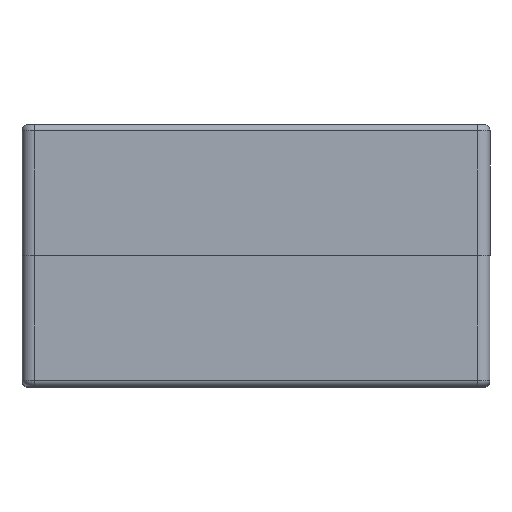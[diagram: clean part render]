
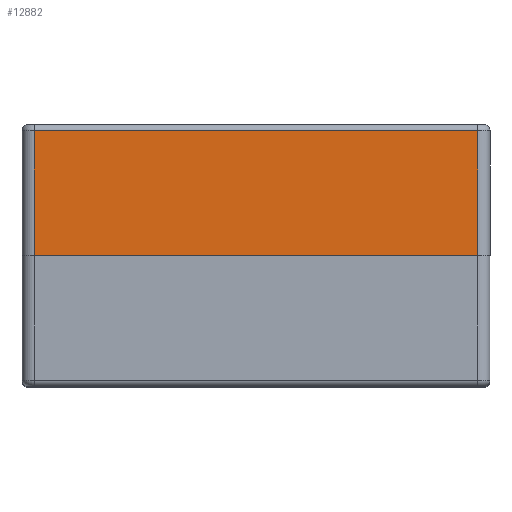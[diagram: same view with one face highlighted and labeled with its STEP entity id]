
A CAD part, top view. The second image highlights one B-rep face of the part: STEP entity #12882.
In plain terms, the highlighted planar face has unit normal (0, 0, 1).
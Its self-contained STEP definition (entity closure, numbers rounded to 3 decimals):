
#1085 = EDGE_CURVE ( 'NONE', #5861, #6768, #39878, .T. ) ;
#2389 = PLANE ( 'NONE',  #34978 ) ;
#2677 = LINE ( 'NONE', #15603, #23543 ) ;
#2991 = CARTESIAN_POINT ( 'NONE',  ( 2., 21., 0. ) ) ;
#5401 = CARTESIAN_POINT ( 'NONE',  ( 2., 1., 0. ) ) ;
#5843 = VERTEX_POINT ( 'NONE', #31547 ) ;
#5861 = VERTEX_POINT ( 'NONE', #2991 ) ;
#5874 = DIRECTION ( 'NONE',  ( 0., -1., 0. ) ) ;
#6768 = VERTEX_POINT ( 'NONE', #18780 ) ;
#7763 = DIRECTION ( 'NONE',  ( 0., -1., 0. ) ) ;
#7967 = CARTESIAN_POINT ( 'NONE',  ( 73., 21., 0. ) ) ;
#8369 = ORIENTED_EDGE ( 'NONE', *, *, #38802, .T. ) ;
#9023 = LINE ( 'NONE', #37795, #23942 ) ;
#10009 = ORIENTED_EDGE ( 'NONE', *, *, #13130, .F. ) ;
#12882 = ADVANCED_FACE ( 'NONE', ( #27814 ), #2389, .F. ) ;
#13130 = EDGE_CURVE ( 'NONE', #6768, #5843, #26939, .T. ) ;
#13917 = EDGE_LOOP ( 'NONE', ( #30500, #8369, #10009, #28912 ) ) ;
#14701 = VERTEX_POINT ( 'NONE', #5401 ) ;
#15603 = CARTESIAN_POINT ( 'NONE',  ( 0., 1., 0. ) ) ;
#17166 = DIRECTION ( 'NONE',  ( 1., 0., 0. ) ) ;
#18661 = VECTOR ( 'NONE', #17166, 1000. ) ;
#18780 = CARTESIAN_POINT ( 'NONE',  ( 73., 21., 0. ) ) ;
#21347 = DIRECTION ( 'NONE',  ( 0., 0., -1. ) ) ;
#23543 = VECTOR ( 'NONE', #40048, 1000. ) ;
#23942 = VECTOR ( 'NONE', #5874, 1000. ) ;
#24025 = CARTESIAN_POINT ( 'NONE',  ( 0., 21., 0. ) ) ;
#24275 = EDGE_CURVE ( 'NONE', #5861, #14701, #9023, .T. ) ;
#26939 = LINE ( 'NONE', #7967, #31645 ) ;
#27814 = FACE_OUTER_BOUND ( 'NONE', #13917, .T. ) ;
#28912 = ORIENTED_EDGE ( 'NONE', *, *, #1085, .F. ) ;
#30500 = ORIENTED_EDGE ( 'NONE', *, *, #24275, .T. ) ;
#31138 = DIRECTION ( 'NONE',  ( -1., 0., 0. ) ) ;
#31547 = CARTESIAN_POINT ( 'NONE',  ( 73., 1., 0. ) ) ;
#31645 = VECTOR ( 'NONE', #7763, 1000. ) ;
#34978 = AXIS2_PLACEMENT_3D ( 'NONE', #40525, #21347, #31138 ) ;
#37795 = CARTESIAN_POINT ( 'NONE',  ( 2., 21., 0. ) ) ;
#38802 = EDGE_CURVE ( 'NONE', #14701, #5843, #2677, .T. ) ;
#39878 = LINE ( 'NONE', #24025, #18661 ) ;
#40048 = DIRECTION ( 'NONE',  ( 1., 0., 0. ) ) ;
#40525 = CARTESIAN_POINT ( 'NONE',  ( 0., 21., 0. ) ) ;
